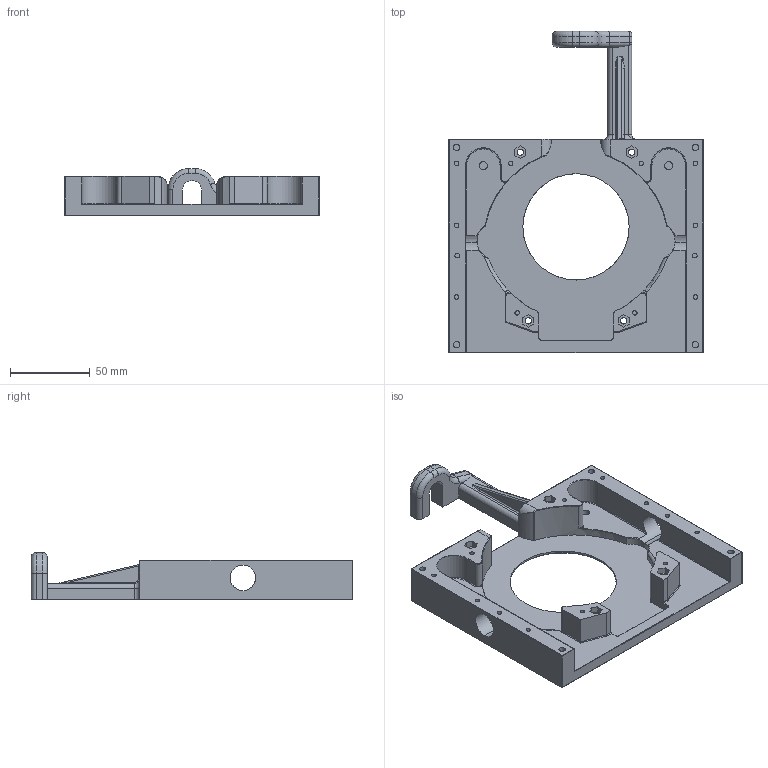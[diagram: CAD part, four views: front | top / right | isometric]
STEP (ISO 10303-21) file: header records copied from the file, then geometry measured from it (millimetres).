
FILE_DESCRIPTION (( 'STEP AP203' ), '1' );
FILE_NAME ('W0003519-001-SC-CTX-4CH-72 Tranducer front plate.STEP', '2024-05-27T12:23:16', ( '' ), ( '' ), 'SwSTEP 2.0', 'SolidWorks 2024', '' );
FILE_SCHEMA (( 'CONFIG_CONTROL_DESIGN' ));
Length unit declared in the file: millimetre
Products named in the file (1): W0003519-001-SC-CTX-4CH-72 Tranducer front plate
Bounding box: 160 x 202 x 29.5 mm (x, y, z)
Volume: 185377.4 mm3; surface area: 69904.4 mm2
Topology: 1 solids, 1 shells, 307 faces, 762 edges, 460 vertices
Faces by surface type: cylinder 145, plane 90, torus 33, bspline 29, sphere 8, cone 2
Entity records: 11651 total; most frequent: CARTESIAN_POINT 4444, DIRECTION 1514, ORIENTED_EDGE 1488, EDGE_CURVE 744, AXIS2_PLACEMENT_3D 589, VERTEX_POINT 459, EDGE_LOOP 345, LINE 336
